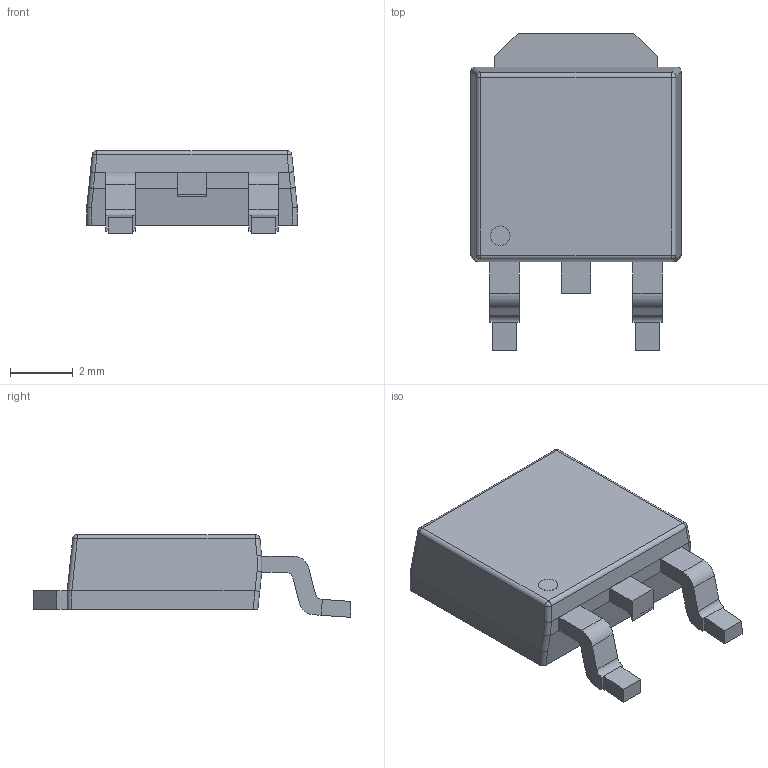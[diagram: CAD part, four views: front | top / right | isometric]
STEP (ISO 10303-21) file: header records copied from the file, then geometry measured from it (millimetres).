
FILE_DESCRIPTION (( 'STEP AP214' ), '1' );
FILE_NAME ('SIHFR120-GE3.STEP', '2023-01-13T13:13:42', ( '' ), ( '' ), 'SwSTEP 2.0', 'SolidWorks 2022', '' );
FILE_SCHEMA (( 'AUTOMOTIVE_DESIGN' ));
Length unit declared in the file: millimetre
Products named in the file (1): SIHFR120-GE3
Bounding box: 6.73 x 10.14 x 2.64 mm (x, y, z)
Volume: 103.3 mm3; surface area: 229.2 mm2
Topology: 6 solids, 6 shells, 99 faces, 240 edges, 154 vertices
Faces by surface type: plane 66, cylinder 29, sphere 4
Entity records: 3538 total; most frequent: CARTESIAN_POINT 572, ORIENTED_EDGE 480, DIRECTION 462, EDGE_CURVE 240, VECTOR 182, LINE 182, VERTEX_POINT 154, AXIS2_PLACEMENT_3D 140
